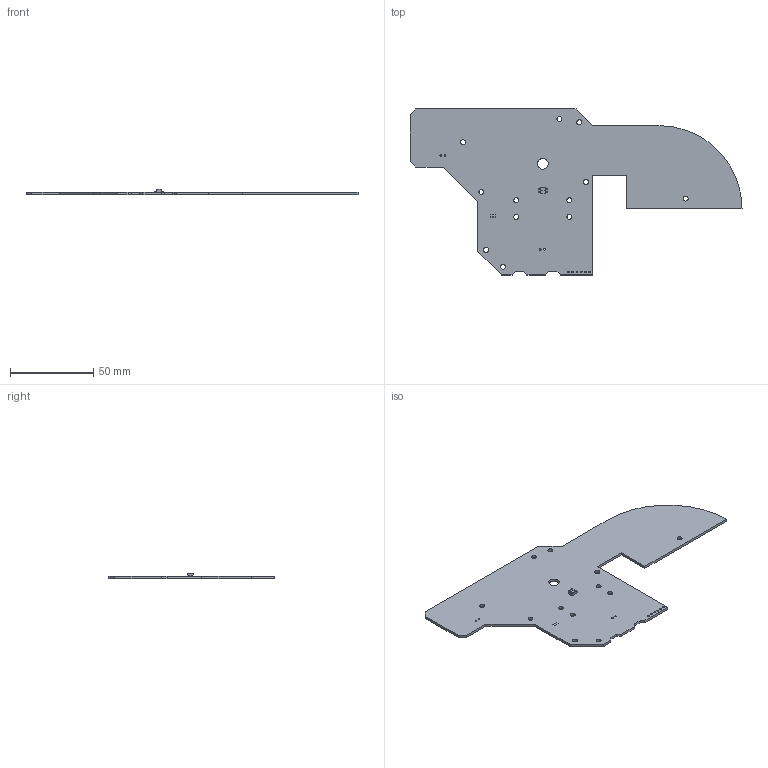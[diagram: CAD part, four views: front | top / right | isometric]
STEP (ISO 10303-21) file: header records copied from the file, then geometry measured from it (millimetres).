
FILE_DESCRIPTION(('KiCad electronic assembly'),'2;1');
FILE_NAME('mobo-3D.step','2022-02-12T15:32:28',('Pcbnew'),('Kicad'), 'Open CASCADE STEP processor 7.5','KiCad to STEP converter','Unknown' );
FILE_SCHEMA(('AUTOMOTIVE_DESIGN { 1 0 10303 214 1 1 1 1 }'));
Length unit declared in the file: millimetre
Products named in the file (4): mobo-3D 1; QRE1113GR; SOLID; tmpcuiwe9c8 PCB
Assembly tree (3 placements, depth 3):
  mobo-3D 1
    QRE1113GR
      SOLID
    tmpcuiwe9c8 PCB
Bounding box: 200 x 100 x 3.35 mm (x, y, z)
Volume: 18894.9 mm3; surface area: 24871.2 mm2
Topology: 2 solids, 2 shells, 109 faces, 297 edges, 198 vertices
Faces by surface type: bspline 54, cylinder 30, plane 25
Full cylindrical faces by diameter (mm): 0.33 x6, 1 x10, 3 x12, 6.5 x1
Entity records: 7491 total; most frequent: CARTESIAN_POINT 2138, DIRECTION 595, ORIENTED_EDGE 594, PCURVE 594, DEFINITIONAL_REPRESENTATION 594, B_SPLINE_CURVE_WITH_KNOTS 414, LINE 357, VECTOR 357
